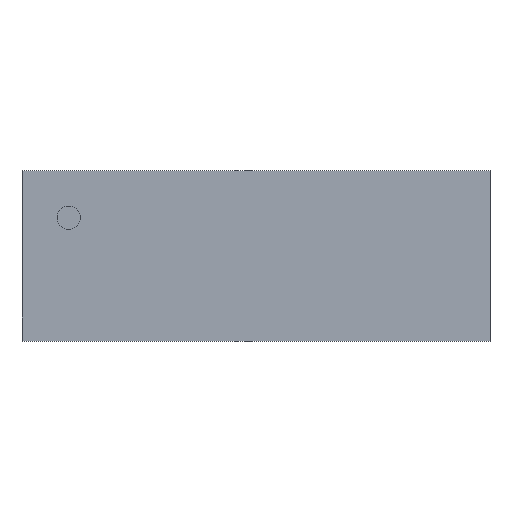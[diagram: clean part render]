
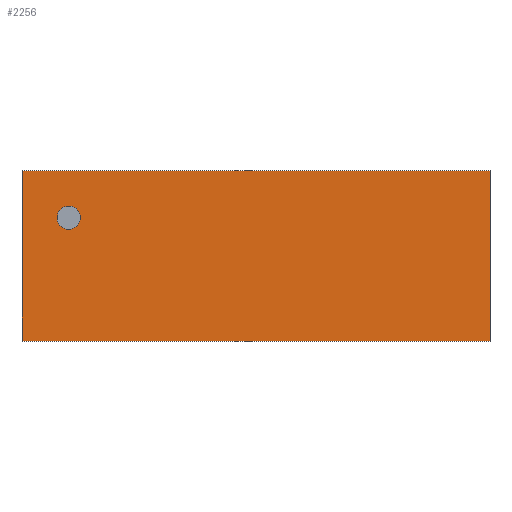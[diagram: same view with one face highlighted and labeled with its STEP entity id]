
A CAD part, top view. The second image highlights one B-rep face of the part: STEP entity #2256.
In plain terms, the highlighted planar face has unit normal (0, 0, 1).
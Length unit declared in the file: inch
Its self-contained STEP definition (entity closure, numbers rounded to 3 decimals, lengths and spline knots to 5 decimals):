
#138 = DIRECTION ( 'NONE',  ( 0., -1., 0. ) ) ;
#164 = CARTESIAN_POINT ( 'NONE',  ( -0.08949, -0.03252, 0.02201 ) ) ;
#457 = CARTESIAN_POINT ( 'NONE',  ( -0.08949, -0.03252, 0.02201 ) ) ;
#483 = EDGE_CURVE ( 'NONE', #1239, #587, #2435, .T. ) ;
#512 = DIRECTION ( 'NONE',  ( 1., 0., 0. ) ) ;
#587 = VERTEX_POINT ( 'NONE', #3656 ) ;
#643 = AXIS2_PLACEMENT_3D ( 'NONE', #164, #2542, #512 ) ;
#720 = EDGE_CURVE ( 'NONE', #587, #2065, #4243, .T. ) ;
#838 = CARTESIAN_POINT ( 'NONE',  ( 0.08949, 0.03252, 0.02201 ) ) ;
#869 = VERTEX_POINT ( 'NONE', #3224 ) ;
#986 = CARTESIAN_POINT ( 'NONE',  ( -0.08949, -0.03252, 0.02201 ) ) ;
#1115 = ORIENTED_EDGE ( 'NONE', *, *, #1401, .T. ) ;
#1158 = CARTESIAN_POINT ( 'NONE',  ( 0.08949, -0.03252, 0.02201 ) ) ;
#1159 = DIRECTION ( 'NONE',  ( -1., 0., 0. ) ) ;
#1171 = EDGE_CURVE ( 'NONE', #869, #1239, #1733, .T. ) ;
#1239 = VERTEX_POINT ( 'NONE', #838 ) ;
#1336 = DIRECTION ( 'NONE',  ( 0., -1., 0. ) ) ;
#1401 = EDGE_CURVE ( 'NONE', #869, #2065, #2521, .T. ) ;
#1582 = ORIENTED_EDGE ( 'NONE', *, *, #483, .F. ) ;
#1633 = VECTOR ( 'NONE', #1336, 39.37008 ) ;
#1708 = CARTESIAN_POINT ( 'NONE',  ( 0.08949, 0.03252, 0.02201 ) ) ;
#1733 = LINE ( 'NONE', #1708, #4350 ) ;
#1933 = EDGE_LOOP ( 'NONE', ( #3124, #1115, #3263, #1582 ) ) ;
#2065 = VERTEX_POINT ( 'NONE', #3816 ) ;
#2256 = ADVANCED_FACE ( 'NONE', ( #3665 ), #3218, .T. ) ;
#2435 = LINE ( 'NONE', #1158, #3240 ) ;
#2521 = LINE ( 'NONE', #986, #1633 ) ;
#2542 = DIRECTION ( 'NONE',  ( 0., 0., 1. ) ) ;
#3124 = ORIENTED_EDGE ( 'NONE', *, *, #1171, .F. ) ;
#3218 = PLANE ( 'NONE',  #643 ) ;
#3224 = CARTESIAN_POINT ( 'NONE',  ( -0.08949, 0.03252, 0.02201 ) ) ;
#3240 = VECTOR ( 'NONE', #138, 39.37008 ) ;
#3263 = ORIENTED_EDGE ( 'NONE', *, *, #720, .F. ) ;
#3335 = VECTOR ( 'NONE', #1159, 39.37008 ) ;
#3656 = CARTESIAN_POINT ( 'NONE',  ( 0.08949, -0.03252, 0.02201 ) ) ;
#3665 = FACE_OUTER_BOUND ( 'NONE', #1933, .T. ) ;
#3816 = CARTESIAN_POINT ( 'NONE',  ( -0.08949, -0.03252, 0.02201 ) ) ;
#4093 = DIRECTION ( 'NONE',  ( 1., 0., 0. ) ) ;
#4243 = LINE ( 'NONE', #457, #3335 ) ;
#4350 = VECTOR ( 'NONE', #4093, 39.37008 ) ;
